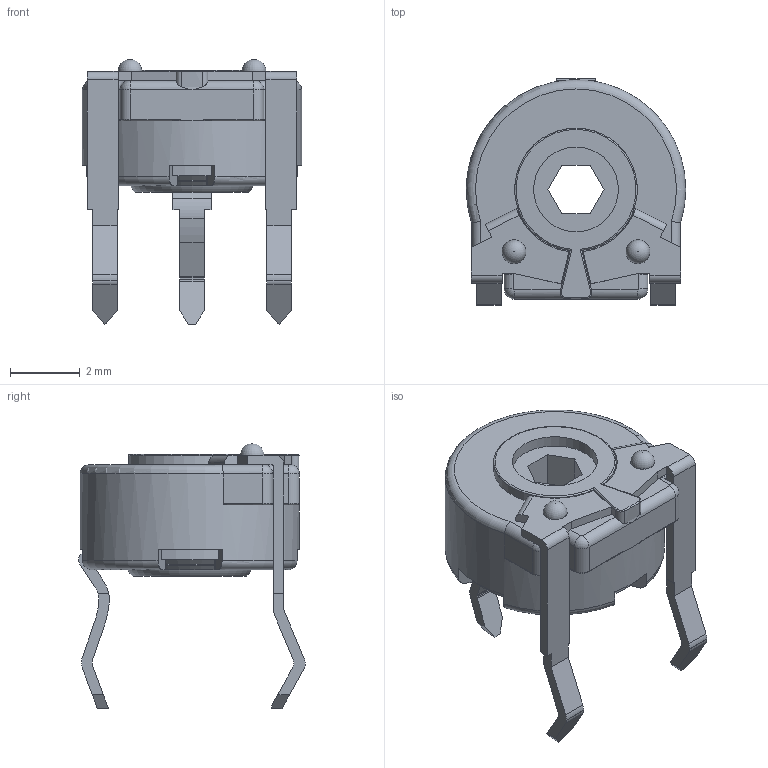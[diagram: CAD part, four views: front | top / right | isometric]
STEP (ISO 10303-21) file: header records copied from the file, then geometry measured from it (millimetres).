
FILE_DESCRIPTION(/* description */ ('Unknown'),/* implementation_level */ '2;1');
FILE_NAME(/* name */ 'PT6MV-103A2020-',/* time_stamp */ '2023-09-21T09:35:19+02:00',/* author */ ('Unknown'),/* organization */ ('Unknown'),/* preprocessor_version */ 'ST-DEVELOPER v18.102',/* originating_system */ 'Solid Edge',/* authorisation */ 'Unknown');
FILE_SCHEMA (('AUTOMOTIVE_DESIGN {1 0 10303 214 3 1 1}'));
Length unit declared in the file: millimetre
Products named in the file (1): PT6MV-103A2020-
Bounding box: 6.3 x 6.5 x 7.61 mm (x, y, z)
Volume: 96.7 mm3; surface area: 197.5 mm2
Topology: 1 solids, 1 shells, 216 faces, 584 edges, 372 vertices
Faces by surface type: plane 113, cylinder 71, torus 24, bspline 6, cone 2
Full cylindrical faces by diameter (mm): 0.685 x2, 2.435 x1, 3.815 x1, 6.3 x1
Entity records: 8288 total; most frequent: CARTESIAN_POINT 1310, DIRECTION 1154, ORIENTED_EDGE 1136, EDGE_CURVE 568, AXIS2_PLACEMENT_3D 402, VERTEX_POINT 368, LINE 350, VECTOR 350
